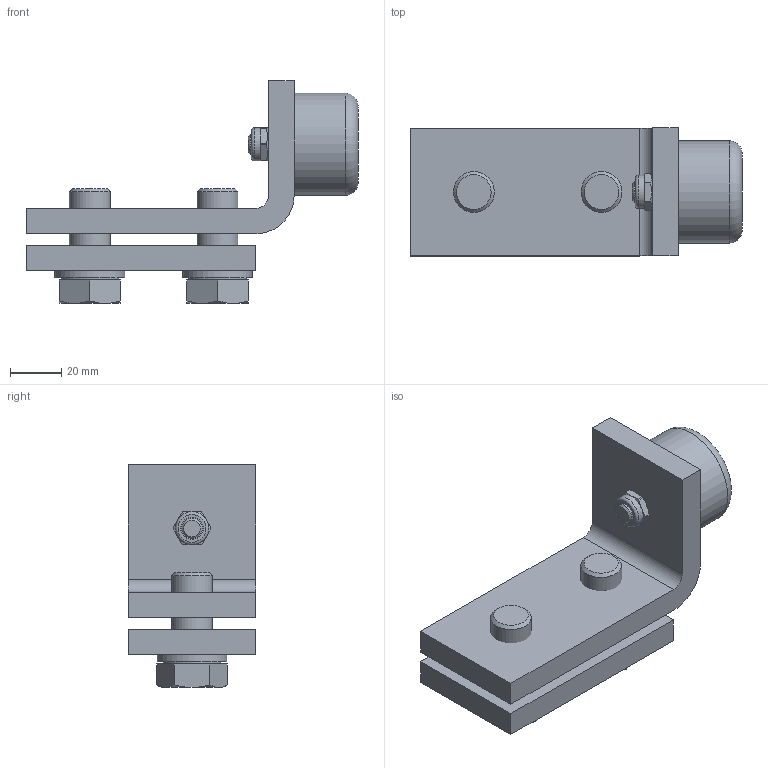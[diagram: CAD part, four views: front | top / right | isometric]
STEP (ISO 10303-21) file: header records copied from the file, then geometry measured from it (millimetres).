
FILE_DESCRIPTION(('STEP AP214'),'1');
FILE_NAME('PMH Profilskena Ändstopp 1600P.stp','2013-07-01T14:33:10',(' '),(' '),'Spatial InterOp 3D',' ',' ');
FILE_SCHEMA(('automotive_design'));
Length unit declared in the file: millimetre
Products named in the file (11): PMH Profilskena Andstopp 1600P ; Part1; Part2; Part3; Part4; Part5; Part6; Part7; Part8; Part9; Part10
Assembly tree (10 placements, depth 2):
  PMH Profilskena Andstopp 1600P 
    Part1
    Part2
    Part3
    Part4
    Part5
    Part6
    Part7
    Part8
    Part9
    Part10
Bounding box: 129.99 x 50 x 87.3 mm (x, y, z)
Volume: 167410.4 mm3; surface area: 49521.4 mm2
Topology: 10 solids, 10 shells, 134 faces, 281 edges, 175 vertices
Faces by surface type: plane 66, cylinder 33, cone 30, torus 5
Full cylindrical faces by diameter (mm): 6.647 x2, 7 x1, 8 x1, 8.4 x1, 8.75 x2, 10.5 x1, 11.63 x1, 13 x1, 15.2 x2, 16 x2, 17 x2, 20 x2, 22.49 x2, 40 x1
Entity records: 4924 total; most frequent: CARTESIAN_POINT 885, DIRECTION 582, ORIENTED_EDGE 496, EDGE_CURVE 248, AXIS2_PLACEMENT_3D 243, EDGE_LOOP 190, VERTEX_POINT 174, FACE_OUTER_BOUND 160
